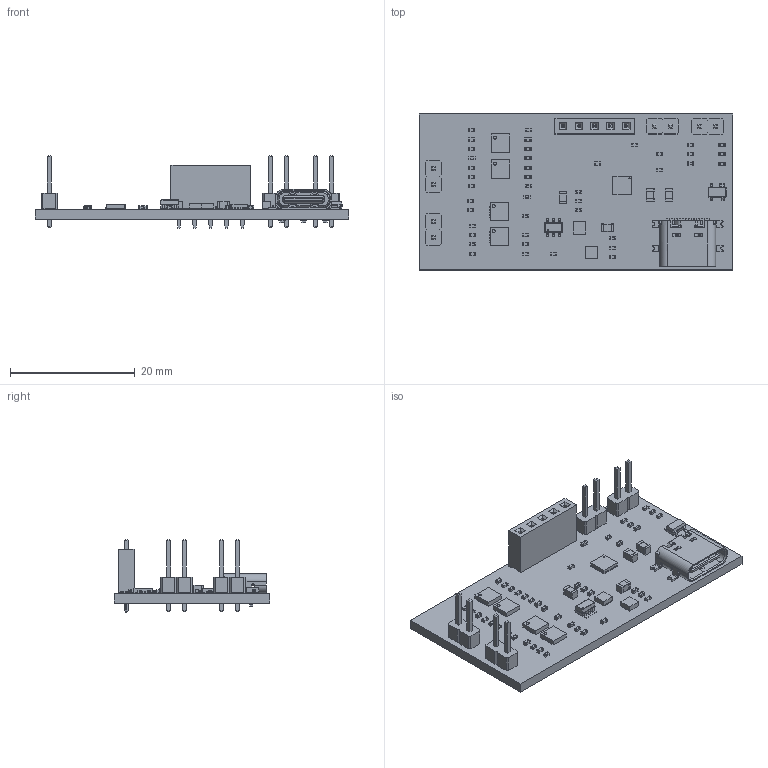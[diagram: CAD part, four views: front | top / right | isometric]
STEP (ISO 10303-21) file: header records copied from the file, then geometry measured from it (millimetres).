
FILE_DESCRIPTION(('KiCad electronic assembly'),'2;1');
FILE_NAME('MRM5-RS485-pcb.step','2024-12-01T21:19:12',('Pcbnew'),( 'Kicad'),'Open CASCADE STEP processor 7.6','KiCad to STEP converter' ,'Unknown');
FILE_SCHEMA(('AUTOMOTIVE_DESIGN { 1 0 10303 214 1 1 1 1 }'));
Length unit declared in the file: millimetre
Products named in the file (26): MRM5-RS485-pcb 1; C_0402_1005Metric; R_0402_1005Metric; SOT-143; SOT_143; PinSocket_1x05_P2.54mm_Vertical; PinSocket_1x05_P254mm_Vertical; CP2102N-A02-GQFN20; PinHeader_1x02_P2.54mm_Vertical; PinHeader_1x02_P254mm_Vertical; REF35160QDBVR; ASSEMBLY; DFN-8-1EP_3x3mm_P0.5mm_EP1.66x2.38mm; DFN-8-1EP_3x3mm_Pitch0.5mm; C_0805_2012Metric; ADPL16000AATA+T; GSB1C41110SSHR; _16P_7_35_3D_; LED_0402_1005Metric; MRM5-RS485-pcb_PCB
Assembly tree (77 placements, depth 3):
  MRM5-RS485-pcb 1
    C_0402_1005Metric  x18
      C_0402_1005Metric
    R_0402_1005Metric  x24
      R_0402_1005Metric
    SOT-143
      SOT_143
    PinSocket_1x05_P2.54mm_Vertical
      PinSocket_1x05_P254mm_Vertical
    CP2102N-A02-GQFN20
      CP2102N-A02-GQFN20
    PinHeader_1x02_P2.54mm_Vertical  x4
      PinHeader_1x02_P254mm_Vertical
    REF35160QDBVR
      ASSEMBLY
    DFN-8-1EP_3x3mm_P0.5mm_EP1.66x2.38mm  x4
      DFN-8-1EP_3x3mm_Pitch0.5mm
    C_0805_2012Metric  x4
      C_0805_2012Metric
    ADPL16000AATA+T  x2
      ASSEMBLY
    GSB1C41110SSHR
      _16P_7_35_3D_
    LED_0402_1005Metric  x3
      LED_0402_1005Metric
    MRM5-RS485-pcb_PCB
Bounding box: 50.25 x 25 x 11.64 mm (x, y, z)
Volume: 2548.2 mm3; surface area: 4490.6 mm2
Topology: 108 solids, 108 shells, 3349 faces, 8828 edges, 5761 vertices
Faces by surface type: plane 2519, cylinder 770, bspline 34, cone 26
Full cylindrical faces by diameter (mm): 0.2 x1, 0.5 x4, 0.65 x2, 1 x13
Entity records: 61025 total; most frequent: CARTESIAN_POINT 10311, ORIENTED_EDGE 9122, DIRECTION 8506, EDGE_CURVE 4561, LINE 3786, VECTOR 3786, VERTEX_POINT 2969, AXIS2_PLACEMENT_3D 2360
